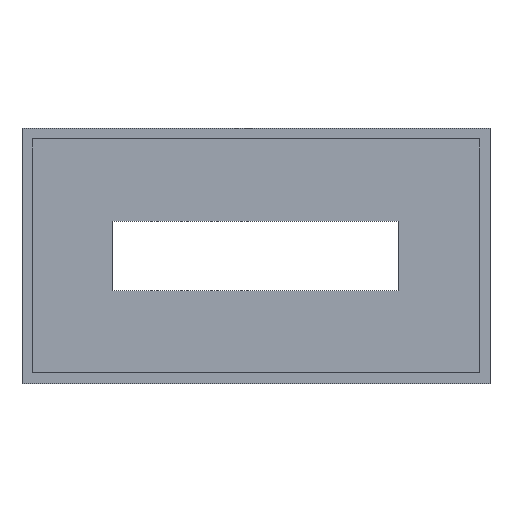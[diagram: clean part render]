
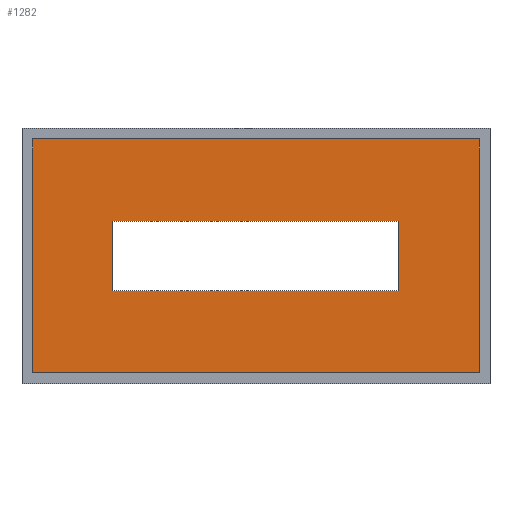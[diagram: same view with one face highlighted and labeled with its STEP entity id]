
A CAD part, top view. The second image highlights one B-rep face of the part: STEP entity #1282.
In plain terms, the highlighted planar face has unit normal (0, 0, 1).
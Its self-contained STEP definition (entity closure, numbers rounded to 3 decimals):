
#402 = PLANE('',#403);
#403 = AXIS2_PLACEMENT_3D('',#404,#405,#406);
#404 = CARTESIAN_POINT('',(51.5,-27.,2.5));
#405 = DIRECTION('',(-1.,0.,0.));
#406 = DIRECTION('',(0.,1.,0.));
#428 = PLANE('',#429);
#429 = AXIS2_PLACEMENT_3D('',#430,#431,#432);
#430 = CARTESIAN_POINT('',(-51.5,-27.,2.5));
#431 = DIRECTION('',(0.,1.,0.));
#432 = DIRECTION('',(1.,0.,0.));
#454 = PLANE('',#455);
#455 = AXIS2_PLACEMENT_3D('',#456,#457,#458);
#456 = CARTESIAN_POINT('',(-51.5,27.,2.5));
#457 = DIRECTION('',(1.,0.,-0.));
#458 = DIRECTION('',(0.,-1.,0.));
#478 = PLANE('',#479);
#479 = AXIS2_PLACEMENT_3D('',#480,#481,#482);
#480 = CARTESIAN_POINT('',(51.5,27.,2.5));
#481 = DIRECTION('',(0.,-1.,0.));
#482 = DIRECTION('',(-1.,0.,0.));
#700 = PLANE('',#701);
#701 = AXIS2_PLACEMENT_3D('',#702,#703,#704);
#702 = CARTESIAN_POINT('',(33.,-8.,-103.));
#703 = DIRECTION('',(-1.,0.,0.));
#704 = DIRECTION('',(0.,1.,0.));
#726 = PLANE('',#727);
#727 = AXIS2_PLACEMENT_3D('',#728,#729,#730);
#728 = CARTESIAN_POINT('',(-33.,-8.,-103.));
#729 = DIRECTION('',(0.,1.,0.));
#730 = DIRECTION('',(1.,0.,0.));
#752 = PLANE('',#753);
#753 = AXIS2_PLACEMENT_3D('',#754,#755,#756);
#754 = CARTESIAN_POINT('',(-33.,8.,-103.));
#755 = DIRECTION('',(1.,0.,0.));
#756 = DIRECTION('',(0.,-1.,0.));
#776 = PLANE('',#777);
#777 = AXIS2_PLACEMENT_3D('',#778,#779,#780);
#778 = CARTESIAN_POINT('',(33.,8.,-103.));
#779 = DIRECTION('',(0.,-1.,0.));
#780 = DIRECTION('',(-1.,0.,0.));
#897 = EDGE_CURVE('',#898,#900,#902,.T.);
#898 = VERTEX_POINT('',#899);
#899 = CARTESIAN_POINT('',(51.5,-27.,2.5));
#900 = VERTEX_POINT('',#901);
#901 = CARTESIAN_POINT('',(51.5,27.,2.5));
#902 = SURFACE_CURVE('',#903,(#907,#914),.PCURVE_S1.);
#903 = LINE('',#904,#905);
#904 = CARTESIAN_POINT('',(51.5,-27.,2.5));
#905 = VECTOR('',#906,1.);
#906 = DIRECTION('',(0.,1.,0.));
#907 = PCURVE('',#402,#908);
#908 = DEFINITIONAL_REPRESENTATION('',(#909),#913);
#909 = LINE('',#910,#911);
#910 = CARTESIAN_POINT('',(0.,0.));
#911 = VECTOR('',#912,1.);
#912 = DIRECTION('',(1.,0.));
#913 = ( GEOMETRIC_REPRESENTATION_CONTEXT(2) 
PARAMETRIC_REPRESENTATION_CONTEXT() REPRESENTATION_CONTEXT('2D SPACE',''
  ) );
#914 = PCURVE('',#915,#920);
#915 = PLANE('',#916);
#916 = AXIS2_PLACEMENT_3D('',#917,#918,#919);
#917 = CARTESIAN_POINT('',(0.,0.,2.5));
#918 = DIRECTION('',(0.,0.,1.));
#919 = DIRECTION('',(1.,0.,-0.));
#920 = DEFINITIONAL_REPRESENTATION('',(#921),#925);
#921 = LINE('',#922,#923);
#922 = CARTESIAN_POINT('',(51.5,-27.));
#923 = VECTOR('',#924,1.);
#924 = DIRECTION('',(0.,1.));
#925 = ( GEOMETRIC_REPRESENTATION_CONTEXT(2) 
PARAMETRIC_REPRESENTATION_CONTEXT() REPRESENTATION_CONTEXT('2D SPACE',''
  ) );
#973 = EDGE_CURVE('',#900,#974,#976,.T.);
#974 = VERTEX_POINT('',#975);
#975 = CARTESIAN_POINT('',(-51.5,27.,2.5));
#976 = SURFACE_CURVE('',#977,(#981,#988),.PCURVE_S1.);
#977 = LINE('',#978,#979);
#978 = CARTESIAN_POINT('',(51.5,27.,2.5));
#979 = VECTOR('',#980,1.);
#980 = DIRECTION('',(-1.,0.,0.));
#981 = PCURVE('',#478,#982);
#982 = DEFINITIONAL_REPRESENTATION('',(#983),#987);
#983 = LINE('',#984,#985);
#984 = CARTESIAN_POINT('',(0.,-0.));
#985 = VECTOR('',#986,1.);
#986 = DIRECTION('',(1.,0.));
#987 = ( GEOMETRIC_REPRESENTATION_CONTEXT(2) 
PARAMETRIC_REPRESENTATION_CONTEXT() REPRESENTATION_CONTEXT('2D SPACE',''
  ) );
#988 = PCURVE('',#915,#989);
#989 = DEFINITIONAL_REPRESENTATION('',(#990),#994);
#990 = LINE('',#991,#992);
#991 = CARTESIAN_POINT('',(51.5,27.));
#992 = VECTOR('',#993,1.);
#993 = DIRECTION('',(-1.,0.));
#994 = ( GEOMETRIC_REPRESENTATION_CONTEXT(2) 
PARAMETRIC_REPRESENTATION_CONTEXT() REPRESENTATION_CONTEXT('2D SPACE',''
  ) );
#1022 = EDGE_CURVE('',#974,#1023,#1025,.T.);
#1023 = VERTEX_POINT('',#1024);
#1024 = CARTESIAN_POINT('',(-51.5,-27.,2.5));
#1025 = SURFACE_CURVE('',#1026,(#1030,#1037),.PCURVE_S1.);
#1026 = LINE('',#1027,#1028);
#1027 = CARTESIAN_POINT('',(-51.5,27.,2.5));
#1028 = VECTOR('',#1029,1.);
#1029 = DIRECTION('',(0.,-1.,0.));
#1030 = PCURVE('',#454,#1031);
#1031 = DEFINITIONAL_REPRESENTATION('',(#1032),#1036);
#1032 = LINE('',#1033,#1034);
#1033 = CARTESIAN_POINT('',(0.,0.));
#1034 = VECTOR('',#1035,1.);
#1035 = DIRECTION('',(1.,0.));
#1036 = ( GEOMETRIC_REPRESENTATION_CONTEXT(2) 
PARAMETRIC_REPRESENTATION_CONTEXT() REPRESENTATION_CONTEXT('2D SPACE',''
  ) );
#1037 = PCURVE('',#915,#1038);
#1038 = DEFINITIONAL_REPRESENTATION('',(#1039),#1043);
#1039 = LINE('',#1040,#1041);
#1040 = CARTESIAN_POINT('',(-51.5,27.));
#1041 = VECTOR('',#1042,1.);
#1042 = DIRECTION('',(0.,-1.));
#1043 = ( GEOMETRIC_REPRESENTATION_CONTEXT(2) 
PARAMETRIC_REPRESENTATION_CONTEXT() REPRESENTATION_CONTEXT('2D SPACE',''
  ) );
#1071 = EDGE_CURVE('',#1023,#898,#1072,.T.);
#1072 = SURFACE_CURVE('',#1073,(#1077,#1084),.PCURVE_S1.);
#1073 = LINE('',#1074,#1075);
#1074 = CARTESIAN_POINT('',(-51.5,-27.,2.5));
#1075 = VECTOR('',#1076,1.);
#1076 = DIRECTION('',(1.,0.,0.));
#1077 = PCURVE('',#428,#1078);
#1078 = DEFINITIONAL_REPRESENTATION('',(#1079),#1083);
#1079 = LINE('',#1080,#1081);
#1080 = CARTESIAN_POINT('',(0.,0.));
#1081 = VECTOR('',#1082,1.);
#1082 = DIRECTION('',(1.,0.));
#1083 = ( GEOMETRIC_REPRESENTATION_CONTEXT(2) 
PARAMETRIC_REPRESENTATION_CONTEXT() REPRESENTATION_CONTEXT('2D SPACE',''
  ) );
#1084 = PCURVE('',#915,#1085);
#1085 = DEFINITIONAL_REPRESENTATION('',(#1086),#1090);
#1086 = LINE('',#1087,#1088);
#1087 = CARTESIAN_POINT('',(-51.5,-27.));
#1088 = VECTOR('',#1089,1.);
#1089 = DIRECTION('',(1.,0.));
#1090 = ( GEOMETRIC_REPRESENTATION_CONTEXT(2) 
PARAMETRIC_REPRESENTATION_CONTEXT() REPRESENTATION_CONTEXT('2D SPACE',''
  ) );
#1100 = VERTEX_POINT('',#1101);
#1101 = CARTESIAN_POINT('',(33.,-8.,2.5));
#1122 = EDGE_CURVE('',#1123,#1100,#1125,.T.);
#1123 = VERTEX_POINT('',#1124);
#1124 = CARTESIAN_POINT('',(33.,8.,2.5));
#1125 = SURFACE_CURVE('',#1126,(#1130,#1136),.PCURVE_S1.);
#1126 = LINE('',#1127,#1128);
#1127 = CARTESIAN_POINT('',(33.,-4.,2.5));
#1128 = VECTOR('',#1129,1.);
#1129 = DIRECTION('',(0.,-1.,0.));
#1130 = PCURVE('',#700,#1131);
#1131 = DEFINITIONAL_REPRESENTATION('',(#1132),#1135);
#1132 = B_SPLINE_CURVE_WITH_KNOTS('',1,(#1133,#1134),.UNSPECIFIED.,.F.,
  .F.,(2,2),(-12.,4.),.PIECEWISE_BEZIER_KNOTS.);
#1133 = CARTESIAN_POINT('',(16.,-105.5));
#1134 = CARTESIAN_POINT('',(0.,-105.5));
#1135 = ( GEOMETRIC_REPRESENTATION_CONTEXT(2) 
PARAMETRIC_REPRESENTATION_CONTEXT() REPRESENTATION_CONTEXT('2D SPACE',''
  ) );
#1136 = PCURVE('',#915,#1137);
#1137 = DEFINITIONAL_REPRESENTATION('',(#1138),#1141);
#1138 = B_SPLINE_CURVE_WITH_KNOTS('',1,(#1139,#1140),.UNSPECIFIED.,.F.,
  .F.,(2,2),(-12.,4.),.PIECEWISE_BEZIER_KNOTS.);
#1139 = CARTESIAN_POINT('',(33.,8.));
#1140 = CARTESIAN_POINT('',(33.,-8.));
#1141 = ( GEOMETRIC_REPRESENTATION_CONTEXT(2) 
PARAMETRIC_REPRESENTATION_CONTEXT() REPRESENTATION_CONTEXT('2D SPACE',''
  ) );
#1169 = EDGE_CURVE('',#1170,#1123,#1172,.T.);
#1170 = VERTEX_POINT('',#1171);
#1171 = CARTESIAN_POINT('',(-33.,8.,2.5));
#1172 = SURFACE_CURVE('',#1173,(#1177,#1183),.PCURVE_S1.);
#1173 = LINE('',#1174,#1175);
#1174 = CARTESIAN_POINT('',(16.5,8.,2.5));
#1175 = VECTOR('',#1176,1.);
#1176 = DIRECTION('',(1.,0.,-0.));
#1177 = PCURVE('',#776,#1178);
#1178 = DEFINITIONAL_REPRESENTATION('',(#1179),#1182);
#1179 = B_SPLINE_CURVE_WITH_KNOTS('',1,(#1180,#1181),.UNSPECIFIED.,.F.,
  .F.,(2,2),(-49.5,16.5),.PIECEWISE_BEZIER_KNOTS.);
#1180 = CARTESIAN_POINT('',(66.,-105.5));
#1181 = CARTESIAN_POINT('',(0.,-105.5));
#1182 = ( GEOMETRIC_REPRESENTATION_CONTEXT(2) 
PARAMETRIC_REPRESENTATION_CONTEXT() REPRESENTATION_CONTEXT('2D SPACE',''
  ) );
#1183 = PCURVE('',#915,#1184);
#1184 = DEFINITIONAL_REPRESENTATION('',(#1185),#1188);
#1185 = B_SPLINE_CURVE_WITH_KNOTS('',1,(#1186,#1187),.UNSPECIFIED.,.F.,
  .F.,(2,2),(-49.5,16.5),.PIECEWISE_BEZIER_KNOTS.);
#1186 = CARTESIAN_POINT('',(-33.,8.));
#1187 = CARTESIAN_POINT('',(33.,8.));
#1188 = ( GEOMETRIC_REPRESENTATION_CONTEXT(2) 
PARAMETRIC_REPRESENTATION_CONTEXT() REPRESENTATION_CONTEXT('2D SPACE',''
  ) );
#1216 = EDGE_CURVE('',#1217,#1170,#1219,.T.);
#1217 = VERTEX_POINT('',#1218);
#1218 = CARTESIAN_POINT('',(-33.,-8.,2.5));
#1219 = SURFACE_CURVE('',#1220,(#1224,#1230),.PCURVE_S1.);
#1220 = LINE('',#1221,#1222);
#1221 = CARTESIAN_POINT('',(-33.,4.,2.5));
#1222 = VECTOR('',#1223,1.);
#1223 = DIRECTION('',(0.,1.,0.));
#1224 = PCURVE('',#752,#1225);
#1225 = DEFINITIONAL_REPRESENTATION('',(#1226),#1229);
#1226 = B_SPLINE_CURVE_WITH_KNOTS('',1,(#1227,#1228),.UNSPECIFIED.,.F.,
  .F.,(2,2),(-12.,4.),.PIECEWISE_BEZIER_KNOTS.);
#1227 = CARTESIAN_POINT('',(16.,-105.5));
#1228 = CARTESIAN_POINT('',(0.,-105.5));
#1229 = ( GEOMETRIC_REPRESENTATION_CONTEXT(2) 
PARAMETRIC_REPRESENTATION_CONTEXT() REPRESENTATION_CONTEXT('2D SPACE',''
  ) );
#1230 = PCURVE('',#915,#1231);
#1231 = DEFINITIONAL_REPRESENTATION('',(#1232),#1235);
#1232 = B_SPLINE_CURVE_WITH_KNOTS('',1,(#1233,#1234),.UNSPECIFIED.,.F.,
  .F.,(2,2),(-12.,4.),.PIECEWISE_BEZIER_KNOTS.);
#1233 = CARTESIAN_POINT('',(-33.,-8.));
#1234 = CARTESIAN_POINT('',(-33.,8.));
#1235 = ( GEOMETRIC_REPRESENTATION_CONTEXT(2) 
PARAMETRIC_REPRESENTATION_CONTEXT() REPRESENTATION_CONTEXT('2D SPACE',''
  ) );
#1263 = EDGE_CURVE('',#1100,#1217,#1264,.T.);
#1264 = SURFACE_CURVE('',#1265,(#1269,#1275),.PCURVE_S1.);
#1265 = LINE('',#1266,#1267);
#1266 = CARTESIAN_POINT('',(-16.5,-8.,2.5));
#1267 = VECTOR('',#1268,1.);
#1268 = DIRECTION('',(-1.,0.,0.));
#1269 = PCURVE('',#726,#1270);
#1270 = DEFINITIONAL_REPRESENTATION('',(#1271),#1274);
#1271 = B_SPLINE_CURVE_WITH_KNOTS('',1,(#1272,#1273),.UNSPECIFIED.,.F.,
  .F.,(2,2),(-49.5,16.5),.PIECEWISE_BEZIER_KNOTS.);
#1272 = CARTESIAN_POINT('',(66.,-105.5));
#1273 = CARTESIAN_POINT('',(0.,-105.5));
#1274 = ( GEOMETRIC_REPRESENTATION_CONTEXT(2) 
PARAMETRIC_REPRESENTATION_CONTEXT() REPRESENTATION_CONTEXT('2D SPACE',''
  ) );
#1275 = PCURVE('',#915,#1276);
#1276 = DEFINITIONAL_REPRESENTATION('',(#1277),#1280);
#1277 = B_SPLINE_CURVE_WITH_KNOTS('',1,(#1278,#1279),.UNSPECIFIED.,.F.,
  .F.,(2,2),(-49.5,16.5),.PIECEWISE_BEZIER_KNOTS.);
#1278 = CARTESIAN_POINT('',(33.,-8.));
#1279 = CARTESIAN_POINT('',(-33.,-8.));
#1280 = ( GEOMETRIC_REPRESENTATION_CONTEXT(2) 
PARAMETRIC_REPRESENTATION_CONTEXT() REPRESENTATION_CONTEXT('2D SPACE',''
  ) );
#1282 = ADVANCED_FACE('',(#1283,#1289),#915,.T.);
#1283 = FACE_BOUND('',#1284,.T.);
#1284 = EDGE_LOOP('',(#1285,#1286,#1287,#1288));
#1285 = ORIENTED_EDGE('',*,*,#1071,.T.);
#1286 = ORIENTED_EDGE('',*,*,#897,.T.);
#1287 = ORIENTED_EDGE('',*,*,#973,.T.);
#1288 = ORIENTED_EDGE('',*,*,#1022,.T.);
#1289 = FACE_BOUND('',#1290,.T.);
#1290 = EDGE_LOOP('',(#1291,#1292,#1293,#1294));
#1291 = ORIENTED_EDGE('',*,*,#1122,.T.);
#1292 = ORIENTED_EDGE('',*,*,#1263,.T.);
#1293 = ORIENTED_EDGE('',*,*,#1216,.T.);
#1294 = ORIENTED_EDGE('',*,*,#1169,.T.);
